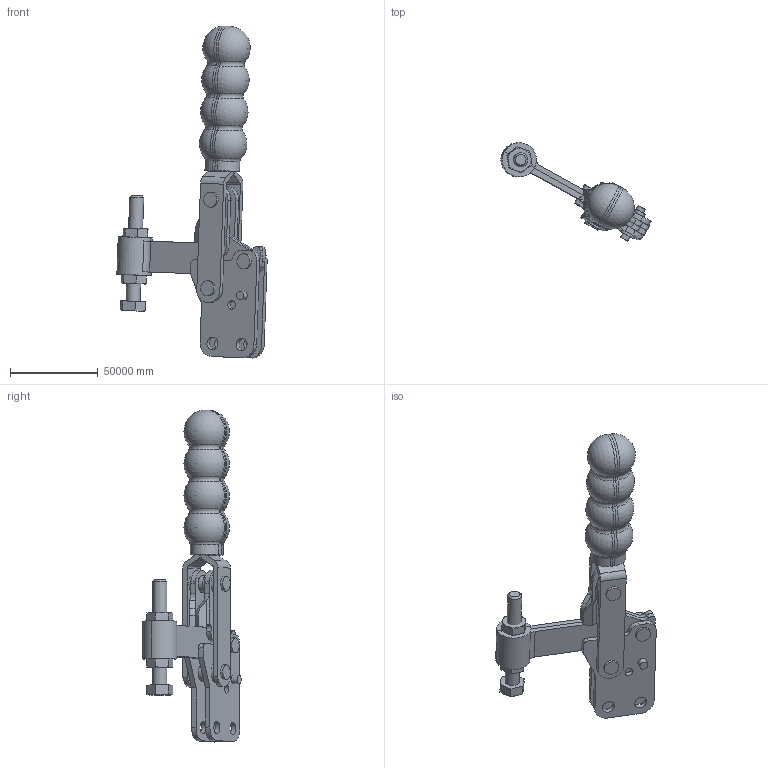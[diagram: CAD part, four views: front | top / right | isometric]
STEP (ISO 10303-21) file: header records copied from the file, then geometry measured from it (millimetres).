
FILE_DESCRIPTION(/* description */ ('Alibre Inc.'),/* implementation_level */ '2;1');
FILE_NAME(/* name */ 'export0',/* time_stamp */ '2012-02-17T12:06:09+01:00',/* author */ (''),/* organization */ (''),/* preprocessor_version */ 'ST-DEVELOPER v12',/* originating_system */ 'Alibre',/* authorisation */ '');
FILE_SCHEMA (('CONFIG_CONTROL_DESIGN'));
Length unit declared in the file: metre
Products named in the file (1): ID_1
Bounding box: 85373.01 x 55930.36 x 188670.34 mm (x, y, z)
Volume: 77451035113759.7 mm3; surface area: 54304837830.2 mm2
Topology: 24 solids, 24 shells, 332 faces, 812 edges, 490 vertices
Faces by surface type: cylinder 146, plane 143, cone 21, torus 8, sphere 8, bspline 6
Full cylindrical faces by diameter (mm): 4762.5 x1, 4800 x4, 6000 x4, 6050 x8, 6100 x6, 6125 x2, 6800 x2, 7100 x4, 8000 x1, 8500 x4, 9500 x4, 9520 x6, 9550 x2, 9700 x4, 9710 x2, 12000 x4
Entity records: 8946 total; most frequent: CARTESIAN_POINT 1723, ORIENTED_EDGE 1398, DIRECTION 1397, EDGE_CURVE 699, AXIS2_PLACEMENT_3D 619, EDGE_LOOP 472, FACE_BOUND 472, VERTEX_POINT 444
